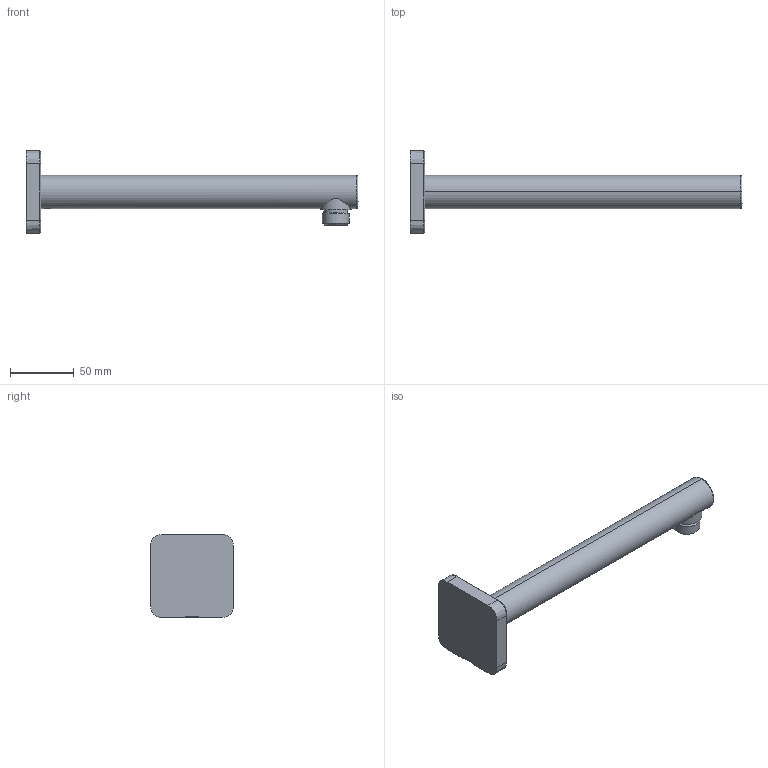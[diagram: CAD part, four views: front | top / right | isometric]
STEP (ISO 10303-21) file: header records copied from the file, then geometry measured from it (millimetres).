
FILE_DESCRIPTION(('CAx-IF Rec.Pracs.---Model Styling and Organization---1.2---2011-12-15','CAx-IF Rec.Pracs.---Geometric and Assembly Validation Properties---4.1---2014-06-16','CAx-IF Rec.Pracs.---PMI Polyline Presentation---2.0---2013-05-24'),'2;1');
FILE_NAME('1000144559_PPA_000.stp','2020-05-06T06:54:40+02:00',(''),(''),'STEP Interface 4.3 by CT CoreTechnologie','3D_Evolution4.3 by CT CoreTechnologie','');
FILE_SCHEMA(('AP203_CONFIGURATION_CONTROLLED_3D_DESIGN_OF_MECHANICAL_PARTS_AND_ASSEMBLIES_MIM_LF'));
Length unit declared in the file: millimetre
Products named in the file (1): P_2 HG Vernis Shape Brausearm 240 1000144559_PPA_000_A0
Bounding box: 261 x 65.01 x 65.01 mm (x, y, z)
Volume: 184979.8 mm3; surface area: 32706.6 mm2
Topology: 1 solids, 2 shells, 71 faces, 161 edges, 97 vertices
Faces by surface type: bspline 30, plane 23, cylinder 18
Entity records: 4267 total; most frequent: CARTESIAN_POINT 1961, ORIENTED_EDGE 322, DIRECTION 275, EDGE_CURVE 161, AXIS2_PLACEMENT_3D 97, VERTEX_POINT 97, VECTOR 81, LINE 81
